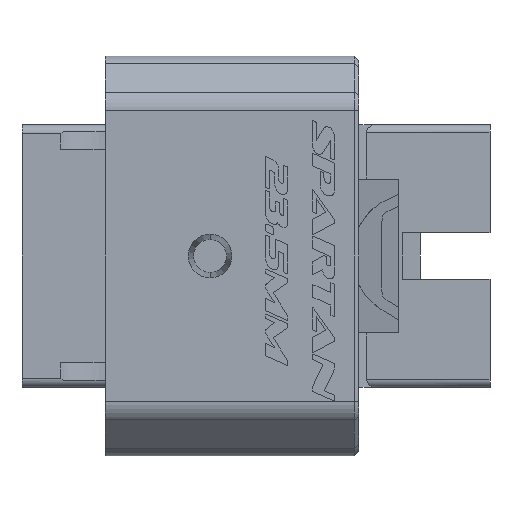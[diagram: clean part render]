
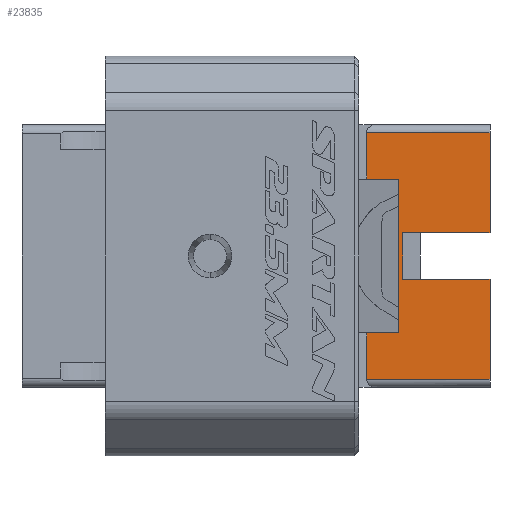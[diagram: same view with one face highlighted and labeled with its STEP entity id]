
A CAD part, left-side view. The second image highlights one B-rep face of the part: STEP entity #23835.
In plain terms, the highlighted planar face has unit normal (-1, 0, 0).
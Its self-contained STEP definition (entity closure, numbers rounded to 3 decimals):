
#555 = VECTOR ( 'NONE', #27235, 1000. ) ;
#711 = VECTOR ( 'NONE', #5131, 1000. ) ;
#1078 = DIRECTION ( 'NONE',  ( 0., 0., -1. ) ) ;
#1369 = EDGE_CURVE ( 'NONE', #20642, #35976, #22431, .T. ) ;
#1531 = ORIENTED_EDGE ( 'NONE', *, *, #19004, .F. ) ;
#1689 = EDGE_CURVE ( 'NONE', #26340, #18901, #31843, .T. ) ;
#2634 = VERTEX_POINT ( 'NONE', #28942 ) ;
#2711 = CARTESIAN_POINT ( 'NONE',  ( 54.306, -5.867, 31.564 ) ) ;
#3107 = DIRECTION ( 'NONE',  ( 0., 1., 0. ) ) ;
#3116 = CARTESIAN_POINT ( 'NONE',  ( 54.306, -8.8, 27.9 ) ) ;
#3362 = LINE ( 'NONE', #5670, #29513 ) ;
#4760 = LINE ( 'NONE', #8401, #711 ) ;
#4858 = CARTESIAN_POINT ( 'NONE',  ( 54.306, 8.8, 27.9 ) ) ;
#5131 = DIRECTION ( 'NONE',  ( 0., -1., 0. ) ) ;
#5341 = LINE ( 'NONE', #25744, #33229 ) ;
#5462 = ORIENTED_EDGE ( 'NONE', *, *, #5857, .F. ) ;
#5670 = CARTESIAN_POINT ( 'NONE',  ( 54.306, 8.8, 27.9 ) ) ;
#5857 = EDGE_CURVE ( 'NONE', #34853, #33954, #9890, .T. ) ;
#6197 = DIRECTION ( 'NONE',  ( 0., 1., 0. ) ) ;
#6874 = CARTESIAN_POINT ( 'NONE',  ( 54.306, -8.8, 17.69 ) ) ;
#8401 = CARTESIAN_POINT ( 'NONE',  ( 54.306, 0., 42. ) ) ;
#8588 = VECTOR ( 'NONE', #33176, 1000. ) ;
#8893 = CARTESIAN_POINT ( 'NONE',  ( 54.306, -22.351, 31.564 ) ) ;
#9330 = AXIS2_PLACEMENT_3D ( 'NONE', #14931, #35146, #14543 ) ;
#9890 = LINE ( 'NONE', #36647, #555 ) ;
#9974 = VECTOR ( 'NONE', #26362, 1000. ) ;
#10066 = ORIENTED_EDGE ( 'NONE', *, *, #21938, .F. ) ;
#10761 = VECTOR ( 'NONE', #1078, 1000. ) ;
#11511 = VECTOR ( 'NONE', #16103, 1000. ) ;
#11734 = LINE ( 'NONE', #37923, #9974 ) ;
#11787 = LINE ( 'NONE', #8893, #29540 ) ;
#12353 = EDGE_CURVE ( 'NONE', #18901, #18282, #18694, .T. ) ;
#13046 = CARTESIAN_POINT ( 'NONE',  ( 54.306, -14.1, 27.9 ) ) ;
#13801 = VERTEX_POINT ( 'NONE', #18624 ) ;
#14543 = DIRECTION ( 'NONE',  ( 0., 0., -1. ) ) ;
#14931 = CARTESIAN_POINT ( 'NONE',  ( 54.306, 0., 17.69 ) ) ;
#15925 = LINE ( 'NONE', #6874, #20054 ) ;
#16103 = DIRECTION ( 'NONE',  ( 0., -1., 0. ) ) ;
#16791 = VERTEX_POINT ( 'NONE', #4858 ) ;
#17034 = ORIENTED_EDGE ( 'NONE', *, *, #32235, .F. ) ;
#17921 = ORIENTED_EDGE ( 'NONE', *, *, #12353, .T. ) ;
#18204 = FACE_OUTER_BOUND ( 'NONE', #32293, .T. ) ;
#18282 = VERTEX_POINT ( 'NONE', #19086 ) ;
#18624 = CARTESIAN_POINT ( 'NONE',  ( 54.306, 5.69, 31.564 ) ) ;
#18694 = LINE ( 'NONE', #30437, #30585 ) ;
#18727 = CARTESIAN_POINT ( 'NONE',  ( 54.306, -8.8, 31.564 ) ) ;
#18901 = VERTEX_POINT ( 'NONE', #13046 ) ;
#19004 = EDGE_CURVE ( 'NONE', #26340, #34853, #15925, .T. ) ;
#19086 = CARTESIAN_POINT ( 'NONE',  ( 54.306, -14.1, 42. ) ) ;
#19687 = ORIENTED_EDGE ( 'NONE', *, *, #28998, .T. ) ;
#20054 = VECTOR ( 'NONE', #27668, 1000. ) ;
#20082 = CARTESIAN_POINT ( 'NONE',  ( 54.306, -15., 27.9 ) ) ;
#20113 = ORIENTED_EDGE ( 'NONE', *, *, #1689, .T. ) ;
#20642 = VERTEX_POINT ( 'NONE', #25103 ) ;
#21009 = VERTEX_POINT ( 'NONE', #27206 ) ;
#21418 = CARTESIAN_POINT ( 'NONE',  ( 54.306, 0., 32. ) ) ;
#21495 = DIRECTION ( 'NONE',  ( 0., 0., -1. ) ) ;
#21938 = EDGE_CURVE ( 'NONE', #2634, #34088, #36065, .T. ) ;
#22152 = EDGE_CURVE ( 'NONE', #33954, #13801, #31807, .T. ) ;
#22431 = LINE ( 'NONE', #27660, #11511 ) ;
#22732 = ORIENTED_EDGE ( 'NONE', *, *, #23274, .T. ) ;
#22765 = EDGE_CURVE ( 'NONE', #32045, #16791, #3362, .T. ) ;
#22882 = ORIENTED_EDGE ( 'NONE', *, *, #35303, .F. ) ;
#23121 = EDGE_CURVE ( 'NONE', #13801, #34882, #11787, .T. ) ;
#23274 = EDGE_CURVE ( 'NONE', #16791, #34882, #5341, .T. ) ;
#23300 = CARTESIAN_POINT ( 'NONE',  ( 54.306, -2.65, 32. ) ) ;
#23766 = ORIENTED_EDGE ( 'NONE', *, *, #37189, .T. ) ;
#23835 = ADVANCED_FACE ( 'NONE', ( #18204 ), #29368, .T. ) ;
#24181 = CARTESIAN_POINT ( 'NONE',  ( 54.306, -2.65, 42. ) ) ;
#24496 = CARTESIAN_POINT ( 'NONE',  ( 54.306, 8.8, 31.564 ) ) ;
#25103 = CARTESIAN_POINT ( 'NONE',  ( 54.306, 14.1, 42. ) ) ;
#25744 = CARTESIAN_POINT ( 'NONE',  ( 54.306, 8.8, 17.69 ) ) ;
#26071 = DIRECTION ( 'NONE',  ( 0., -1., 0. ) ) ;
#26208 = CARTESIAN_POINT ( 'NONE',  ( 54.306, -22.351, 31.564 ) ) ;
#26340 = VERTEX_POINT ( 'NONE', #3116 ) ;
#26362 = DIRECTION ( 'NONE',  ( 0., 0., -1. ) ) ;
#26510 = VECTOR ( 'NONE', #3107, 1000. ) ;
#26518 = CARTESIAN_POINT ( 'NONE',  ( 54.306, 2.65, 42. ) ) ;
#27206 = CARTESIAN_POINT ( 'NONE',  ( 54.306, -2.65, 42. ) ) ;
#27235 = DIRECTION ( 'NONE',  ( 0., 1., 0. ) ) ;
#27477 = ORIENTED_EDGE ( 'NONE', *, *, #1369, .F. ) ;
#27542 = DIRECTION ( 'NONE',  ( 0., 0., 1. ) ) ;
#27660 = CARTESIAN_POINT ( 'NONE',  ( 54.306, 0., 42. ) ) ;
#27668 = DIRECTION ( 'NONE',  ( 0., 0., 1. ) ) ;
#28608 = ORIENTED_EDGE ( 'NONE', *, *, #23121, .F. ) ;
#28942 = CARTESIAN_POINT ( 'NONE',  ( 54.306, 2.65, 32. ) ) ;
#28998 = EDGE_CURVE ( 'NONE', #21009, #34088, #30707, .T. ) ;
#29368 = PLANE ( 'NONE',  #9330 ) ;
#29513 = VECTOR ( 'NONE', #26071, 1000. ) ;
#29540 = VECTOR ( 'NONE', #6197, 1000. ) ;
#29829 = CARTESIAN_POINT ( 'NONE',  ( 54.306, 2.65, 42. ) ) ;
#30169 = LINE ( 'NONE', #26518, #34888 ) ;
#30437 = CARTESIAN_POINT ( 'NONE',  ( 54.306, -14.1, 42. ) ) ;
#30585 = VECTOR ( 'NONE', #27542, 1000. ) ;
#30707 = LINE ( 'NONE', #24181, #10761 ) ;
#31807 = LINE ( 'NONE', #26208, #26510 ) ;
#31843 = LINE ( 'NONE', #20082, #37523 ) ;
#32045 = VERTEX_POINT ( 'NONE', #32347 ) ;
#32235 = EDGE_CURVE ( 'NONE', #35976, #2634, #30169, .T. ) ;
#32293 = EDGE_LOOP ( 'NONE', ( #19687, #10066, #17034, #27477, #23766, #34235, #22732, #28608, #37739, #5462, #1531, #20113, #17921, #22882 ) ) ;
#32347 = CARTESIAN_POINT ( 'NONE',  ( 54.306, 14.1, 27.9 ) ) ;
#33176 = DIRECTION ( 'NONE',  ( 0., -1., 0. ) ) ;
#33229 = VECTOR ( 'NONE', #37484, 1000. ) ;
#33954 = VERTEX_POINT ( 'NONE', #2711 ) ;
#34088 = VERTEX_POINT ( 'NONE', #23300 ) ;
#34235 = ORIENTED_EDGE ( 'NONE', *, *, #22765, .T. ) ;
#34853 = VERTEX_POINT ( 'NONE', #18727 ) ;
#34882 = VERTEX_POINT ( 'NONE', #24496 ) ;
#34888 = VECTOR ( 'NONE', #21495, 1000. ) ;
#35146 = DIRECTION ( 'NONE',  ( -1., 0., 0. ) ) ;
#35303 = EDGE_CURVE ( 'NONE', #21009, #18282, #4760, .T. ) ;
#35976 = VERTEX_POINT ( 'NONE', #29829 ) ;
#36065 = LINE ( 'NONE', #21418, #8588 ) ;
#36647 = CARTESIAN_POINT ( 'NONE',  ( 54.306, -22.351, 31.564 ) ) ;
#37189 = EDGE_CURVE ( 'NONE', #20642, #32045, #11734, .T. ) ;
#37398 = DIRECTION ( 'NONE',  ( 0., -1., 0. ) ) ;
#37484 = DIRECTION ( 'NONE',  ( 0., 0., 1. ) ) ;
#37523 = VECTOR ( 'NONE', #37398, 1000. ) ;
#37739 = ORIENTED_EDGE ( 'NONE', *, *, #22152, .F. ) ;
#37923 = CARTESIAN_POINT ( 'NONE',  ( 54.306, 14.1, 17.69 ) ) ;
